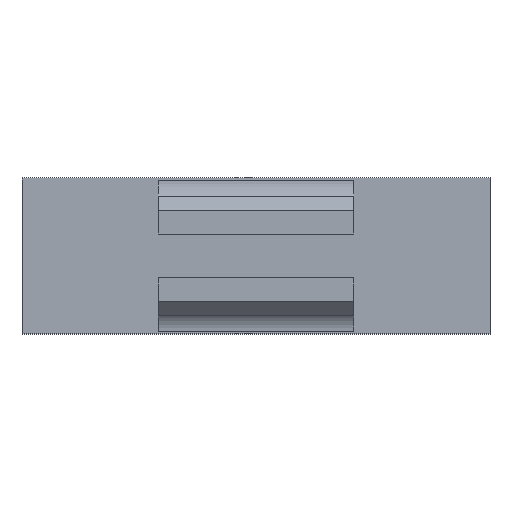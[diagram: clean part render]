
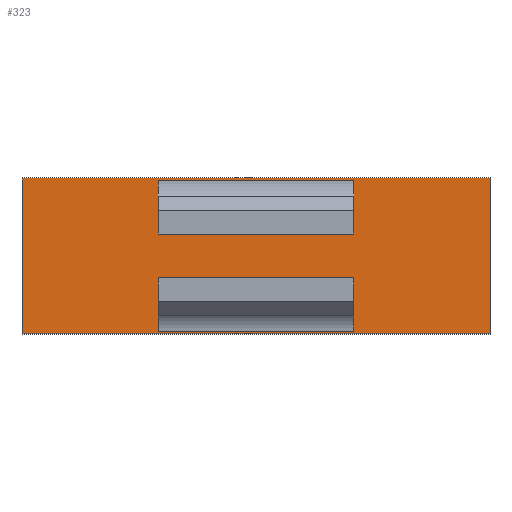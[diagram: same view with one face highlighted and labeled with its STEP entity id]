
A CAD part, top view. The second image highlights one B-rep face of the part: STEP entity #323.
In plain terms, the highlighted planar face has unit normal (0, 0, 1).
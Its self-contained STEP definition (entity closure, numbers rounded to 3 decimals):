
#15=FACE_BOUND('',#68,.T.);
#16=FACE_BOUND('',#69,.T.);
#31=PLANE('',#359);
#49=FACE_OUTER_BOUND('',#67,.T.);
#67=EDGE_LOOP('',(#289,#290,#291,#292));
#68=EDGE_LOOP('',(#293,#294,#295,#296));
#69=EDGE_LOOP('',(#297,#298,#299,#300));
#72=LINE('',#454,#110);
#77=LINE('',#469,#115);
#83=LINE('',#481,#121);
#86=LINE('',#488,#124);
#88=LINE('',#491,#126);
#89=LINE('',#494,#127);
#95=LINE('',#505,#133);
#96=LINE('',#507,#134);
#99=LINE('',#515,#137);
#102=LINE('',#521,#140);
#105=LINE('',#527,#143);
#108=LINE('',#531,#146);
#110=VECTOR('',#370,10.);
#115=VECTOR('',#383,10.);
#121=VECTOR('',#393,10.);
#124=VECTOR('',#400,10.);
#126=VECTOR('',#404,10.);
#127=VECTOR('',#407,10.);
#133=VECTOR('',#417,10.);
#134=VECTOR('',#420,10.);
#137=VECTOR('',#425,10.);
#140=VECTOR('',#430,10.);
#143=VECTOR('',#435,10.);
#146=VECTOR('',#440,10.);
#151=VERTEX_POINT('',#447);
#154=VERTEX_POINT('',#452);
#157=VERTEX_POINT('',#462);
#160=VERTEX_POINT('',#467);
#163=VERTEX_POINT('',#477);
#166=VERTEX_POINT('',#487);
#167=VERTEX_POINT('',#493);
#170=VERTEX_POINT('',#503);
#173=VERTEX_POINT('',#512);
#174=VERTEX_POINT('',#514);
#176=VERTEX_POINT('',#520);
#178=VERTEX_POINT('',#526);
#182=EDGE_CURVE('',#154,#151,#72,.T.);
#189=EDGE_CURVE('',#160,#157,#77,.T.);
#195=EDGE_CURVE('',#163,#151,#83,.T.);
#198=EDGE_CURVE('',#166,#163,#86,.T.);
#200=EDGE_CURVE('',#154,#166,#88,.T.);
#201=EDGE_CURVE('',#160,#167,#89,.T.);
#207=EDGE_CURVE('',#167,#170,#95,.T.);
#208=EDGE_CURVE('',#170,#157,#96,.T.);
#211=EDGE_CURVE('',#174,#173,#99,.T.);
#214=EDGE_CURVE('',#176,#174,#102,.T.);
#217=EDGE_CURVE('',#178,#176,#105,.T.);
#220=EDGE_CURVE('',#173,#178,#108,.T.);
#289=ORIENTED_EDGE('',*,*,#220,.T.);
#290=ORIENTED_EDGE('',*,*,#217,.T.);
#291=ORIENTED_EDGE('',*,*,#214,.T.);
#292=ORIENTED_EDGE('',*,*,#211,.T.);
#293=ORIENTED_EDGE('',*,*,#200,.T.);
#294=ORIENTED_EDGE('',*,*,#198,.T.);
#295=ORIENTED_EDGE('',*,*,#195,.T.);
#296=ORIENTED_EDGE('',*,*,#182,.F.);
#297=ORIENTED_EDGE('',*,*,#201,.T.);
#298=ORIENTED_EDGE('',*,*,#207,.T.);
#299=ORIENTED_EDGE('',*,*,#208,.T.);
#300=ORIENTED_EDGE('',*,*,#189,.F.);
#323=ADVANCED_FACE('',(#49,#15,#16),#31,.T.);
#359=AXIS2_PLACEMENT_3D('',#532,#441,#442);
#370=DIRECTION('',(-1.,0.,0.));
#383=DIRECTION('',(1.,0.,0.));
#393=DIRECTION('',(0.,1.,0.));
#400=DIRECTION('',(-1.,0.,0.));
#404=DIRECTION('',(0.,-1.,0.));
#407=DIRECTION('',(0.,1.,0.));
#417=DIRECTION('',(1.,0.,0.));
#420=DIRECTION('',(0.,-1.,0.));
#425=DIRECTION('',(0.,1.,0.));
#430=DIRECTION('',(1.,0.,0.));
#435=DIRECTION('',(0.,-1.,0.));
#440=DIRECTION('',(-1.,0.,0.));
#441=DIRECTION('center_axis',(0.,0.,1.));
#442=DIRECTION('ref_axis',(1.,0.,0.));
#447=CARTESIAN_POINT('',(-12.5,9.743,1.));
#452=CARTESIAN_POINT('',(12.5,9.743,1.));
#454=CARTESIAN_POINT('',(0.,9.743,1.));
#462=CARTESIAN_POINT('',(12.5,-9.743,1.));
#467=CARTESIAN_POINT('',(-12.5,-9.743,1.));
#469=CARTESIAN_POINT('',(0.,-9.743,1.));
#477=CARTESIAN_POINT('',(-12.5,5.5,1.));
#481=CARTESIAN_POINT('',(-12.5,2.828,1.));
#487=CARTESIAN_POINT('',(12.5,5.5,1.));
#488=CARTESIAN_POINT('',(0.,5.5,1.));
#491=CARTESIAN_POINT('',(12.5,2.828,1.));
#493=CARTESIAN_POINT('',(-12.5,-5.5,1.));
#494=CARTESIAN_POINT('',(-12.5,-2.828,1.));
#503=CARTESIAN_POINT('',(12.5,-5.5,1.));
#505=CARTESIAN_POINT('',(0.,-5.5,1.));
#507=CARTESIAN_POINT('',(12.5,-2.828,1.));
#512=CARTESIAN_POINT('',(30.,10.,1.));
#514=CARTESIAN_POINT('',(30.,-10.,1.));
#515=CARTESIAN_POINT('',(30.,10.,1.));
#520=CARTESIAN_POINT('',(-30.,-10.,1.));
#521=CARTESIAN_POINT('',(30.,-10.,1.));
#526=CARTESIAN_POINT('',(-30.,10.,1.));
#527=CARTESIAN_POINT('',(-30.,-10.,1.));
#531=CARTESIAN_POINT('',(-30.,10.,1.));
#532=CARTESIAN_POINT('Origin',(0.,0.,1.));
